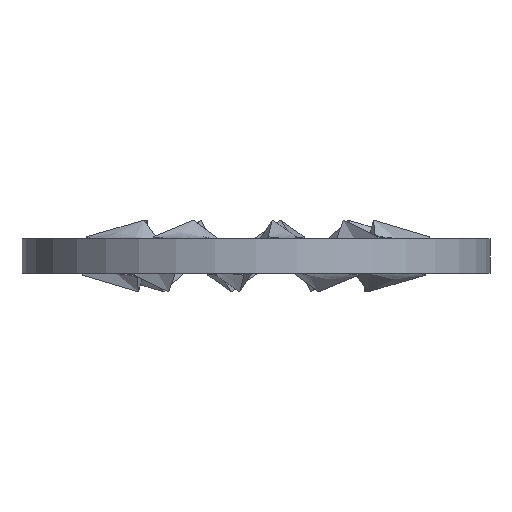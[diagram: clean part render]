
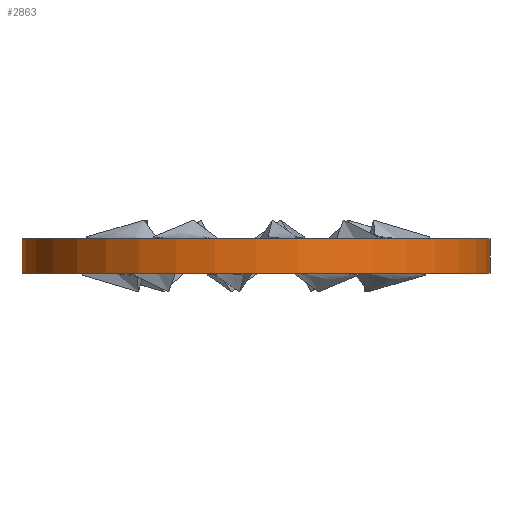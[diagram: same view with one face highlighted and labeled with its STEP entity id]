
A CAD part, front view. The second image highlights one B-rep face of the part: STEP entity #2863.
In plain terms, the highlighted cylindrical face has radius 2.75 mm (diameter 5.5 mm), a partial arc.
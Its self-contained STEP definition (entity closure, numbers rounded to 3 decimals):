
#18 = DIRECTION ( 'NONE',  ( 0., 0., -1. ) ) ;
#21 = CARTESIAN_POINT ( 'NONE',  ( -2.75, 0., 0.2 ) ) ;
#87 = CARTESIAN_POINT ( 'NONE',  ( 0., 0., -0.2 ) ) ;
#99 = DIRECTION ( 'NONE',  ( 1., 0., 0. ) ) ;
#205 = CARTESIAN_POINT ( 'NONE',  ( -2.75, 0., -0.2 ) ) ;
#207 = CARTESIAN_POINT ( 'NONE',  ( 2.75, 0., -0.2 ) ) ;
#208 = CARTESIAN_POINT ( 'NONE',  ( -2.75, 0., 0.2 ) ) ;
#213 = CARTESIAN_POINT ( 'NONE',  ( 2.75, 0., 0.2 ) ) ;
#335 = DIRECTION ( 'NONE',  ( 0., 0., 1. ) ) ;
#414 = VERTEX_POINT ( 'NONE', #213 ) ;
#417 = VERTEX_POINT ( 'NONE', #208 ) ;
#418 = VERTEX_POINT ( 'NONE', #207 ) ;
#420 = VERTEX_POINT ( 'NONE', #205 ) ;
#583 = CARTESIAN_POINT ( 'NONE',  ( 0., 0., 0.2 ) ) ;
#584 = DIRECTION ( 'NONE',  ( 0., 0., -1. ) ) ;
#588 = DIRECTION ( 'NONE',  ( -1., 0., 0. ) ) ;
#1042 = CARTESIAN_POINT ( 'NONE',  ( 2.75, 0., 0.2 ) ) ;
#1061 = CARTESIAN_POINT ( 'NONE',  ( 0., 0., 0.2 ) ) ;
#1303 = DIRECTION ( 'NONE',  ( 0., 0., 1. ) ) ;
#1304 = DIRECTION ( 'NONE',  ( 0., 0., -1. ) ) ;
#1308 = DIRECTION ( 'NONE',  ( 1., 0., 0. ) ) ;
#1471 = EDGE_CURVE ( 'NONE', #417, #420, #2299, .T. ) ;
#1477 = EDGE_CURVE ( 'NONE', #420, #418, #2172, .T. ) ;
#1557 = AXIS2_PLACEMENT_3D ( 'NONE', #87, #335, #99 ) ;
#1608 = AXIS2_PLACEMENT_3D ( 'NONE', #583, #584, #588 ) ;
#1645 = EDGE_CURVE ( 'NONE', #414, #418, #2639, .T. ) ;
#1723 = EDGE_CURVE ( 'NONE', #417, #414, #2580, .T. ) ;
#1759 = AXIS2_PLACEMENT_3D ( 'NONE', #1061, #1303, #1308 ) ;
#1930 = EDGE_LOOP ( 'NONE', ( #2243, #2464, #2339, #2270 ) ) ;
#2005 = VECTOR ( 'NONE', #1304, 1000. ) ;
#2172 = CIRCLE ( 'NONE', #1557, 2.75 ) ;
#2243 = ORIENTED_EDGE ( 'NONE', *, *, #1645, .F. ) ;
#2270 = ORIENTED_EDGE ( 'NONE', *, *, #1477, .T. ) ;
#2285 = VECTOR ( 'NONE', #18, 1000. ) ;
#2299 = LINE ( 'NONE', #21, #2285 ) ;
#2339 = ORIENTED_EDGE ( 'NONE', *, *, #1471, .T. ) ;
#2464 = ORIENTED_EDGE ( 'NONE', *, *, #1723, .F. ) ;
#2580 = CIRCLE ( 'NONE', #1759, 2.75 ) ;
#2639 = LINE ( 'NONE', #1042, #2005 ) ;
#2653 = FACE_OUTER_BOUND ( 'NONE', #1930, .T. ) ;
#2697 = CYLINDRICAL_SURFACE ( 'NONE', #1608, 2.75 ) ;
#2863 = ADVANCED_FACE ( 'NONE', ( #2653 ), #2697, .T. ) ;
